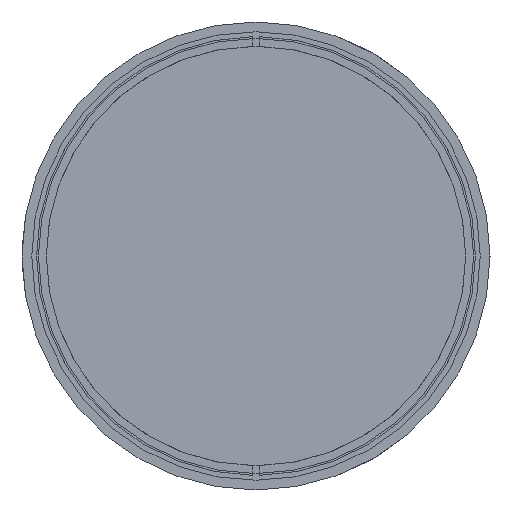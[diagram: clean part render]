
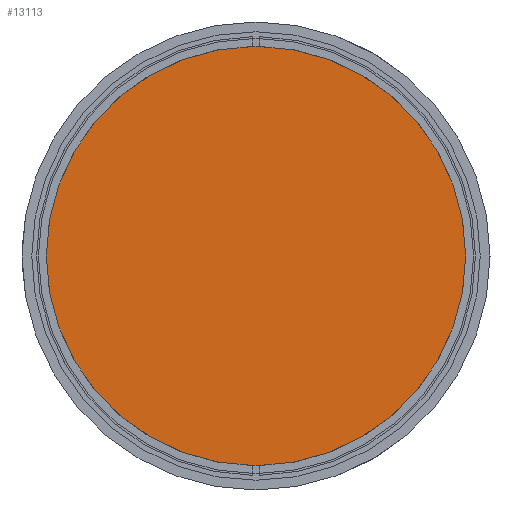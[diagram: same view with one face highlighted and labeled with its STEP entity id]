
A CAD part, left-side view. The second image highlights one B-rep face of the part: STEP entity #13113.
In plain terms, the highlighted planar face has unit normal (-1, 0, 0).
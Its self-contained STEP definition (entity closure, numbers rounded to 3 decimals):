
#379 = AXIS2_PLACEMENT_3D ( 'NONE', #1770, #1835, #4848 ) ;
#1598 = CARTESIAN_POINT ( 'NONE',  ( 0., 0., 0. ) ) ;
#1770 = CARTESIAN_POINT ( 'NONE',  ( 0., 0., 0. ) ) ;
#1835 = DIRECTION ( 'NONE',  ( -1., 0., 0. ) ) ;
#2012 = DIRECTION ( 'NONE',  ( 1., 0., 0. ) ) ;
#2940 = CARTESIAN_POINT ( 'NONE',  ( 0., 0., 0. ) ) ;
#3257 = AXIS2_PLACEMENT_3D ( 'NONE', #1598, #8743, #3587 ) ;
#3587 = DIRECTION ( 'NONE',  ( 0., 0., 1. ) ) ;
#4848 = DIRECTION ( 'NONE',  ( 0., 0., 1. ) ) ;
#5657 = AXIS2_PLACEMENT_3D ( 'NONE', #2940, #2012, #7053 ) ;
#7053 = DIRECTION ( 'NONE',  ( 0., 0., -1. ) ) ;
#7731 = CARTESIAN_POINT ( 'NONE',  ( 0., 0., 43.788 ) ) ;
#7797 = CIRCLE ( 'NONE', #3257, 43.788 ) ;
#7869 = EDGE_CURVE ( 'NONE', #12460, #11662, #11603, .T. ) ;
#8295 = PLANE ( 'NONE',  #5657 ) ;
#8535 = ORIENTED_EDGE ( 'NONE', *, *, #7869, .T. ) ;
#8538 = EDGE_LOOP ( 'NONE', ( #8535, #11035 ) ) ;
#8743 = DIRECTION ( 'NONE',  ( -1., 0., 0. ) ) ;
#10798 = CARTESIAN_POINT ( 'NONE',  ( 0., 0., -43.788 ) ) ;
#11035 = ORIENTED_EDGE ( 'NONE', *, *, #12181, .T. ) ;
#11603 = CIRCLE ( 'NONE', #379, 43.788 ) ;
#11662 = VERTEX_POINT ( 'NONE', #7731 ) ;
#12181 = EDGE_CURVE ( 'NONE', #11662, #12460, #7797, .T. ) ;
#12460 = VERTEX_POINT ( 'NONE', #10798 ) ;
#12934 = FACE_OUTER_BOUND ( 'NONE', #8538, .T. ) ;
#13113 = ADVANCED_FACE ( 'NONE', ( #12934 ), #8295, .F. ) ;
